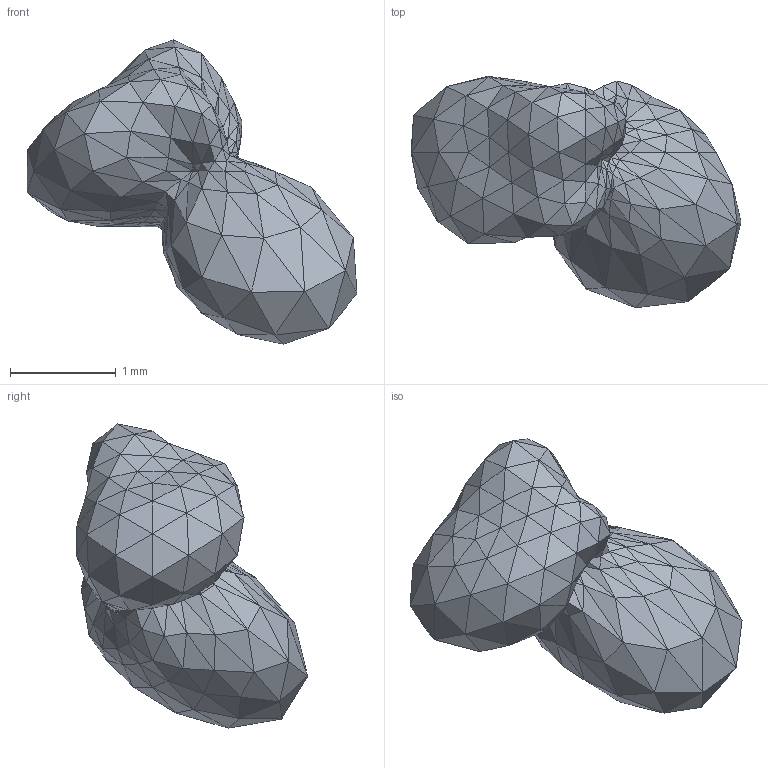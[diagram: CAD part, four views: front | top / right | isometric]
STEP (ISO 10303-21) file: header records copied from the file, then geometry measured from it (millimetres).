
FILE_DESCRIPTION(('FreeCAD Model'),'2;1');
FILE_NAME('data/tmp_object.stp','2020-09-21T13:41:38',('Author'),(''), 'Open CASCADE STEP processor 7.4','FreeCAD','Unknown');
FILE_SCHEMA(('AUTOMOTIVE_DESIGN { 1 0 10303 214 1 1 1 1 }'));
Length unit declared in the file: millimetre
Products named in the file (1): tmp_object
Bounding box: 3.12 x 2.19 x 2.88 mm (x, y, z)
Volume: 5.4 mm3; surface area: 19.2 mm2
Topology: 1 solids, 1 shells, 500 faces, 750 edges, 252 vertices
Faces by surface type: plane 500
Entity records: 18772 total; most frequent: CARTESIAN_POINT 3753, DIRECTION 2502, ORIENTED_EDGE 1500, LINE 1500, VECTOR 1500, PCURVE 1500, DEFINITIONAL_REPRESENTATION 1500, EDGE_CURVE 750
